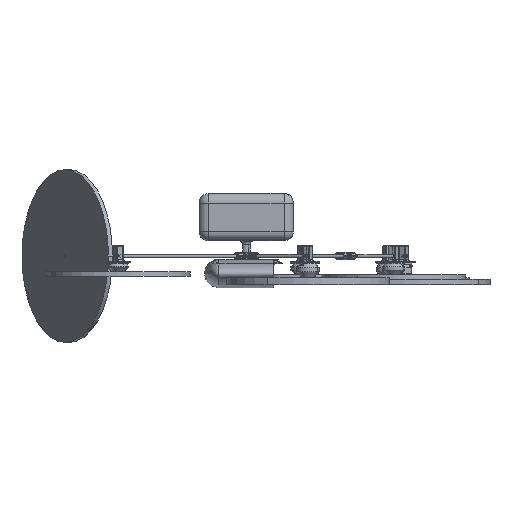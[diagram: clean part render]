
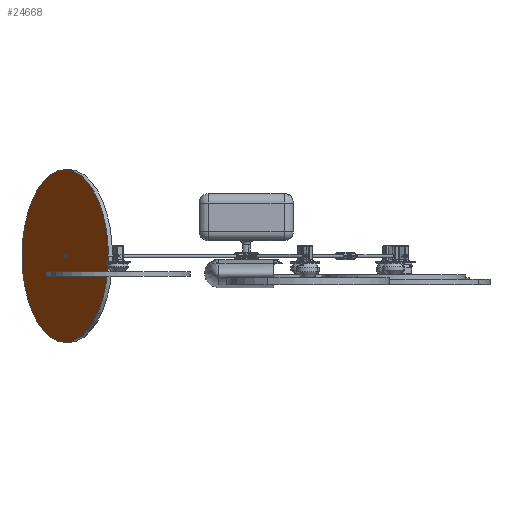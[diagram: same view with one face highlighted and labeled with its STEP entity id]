
A CAD part, front view. The second image highlights one B-rep face of the part: STEP entity #24668.
In plain terms, the highlighted face is planar.
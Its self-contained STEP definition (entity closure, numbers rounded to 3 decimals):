
#24579=CARTESIAN_POINT('',(0.,0.,0.));
#24580=DIRECTION('',(0.,0.,1.));
#24581=DIRECTION('',(1.,0.,0.));
#24582=AXIS2_PLACEMENT_3D('',#24579,#24580,#24581);
#24584=CARTESIAN_POINT('',(0.,0.,0.));
#24585=DIRECTION('',(0.,0.,1.));
#24586=DIRECTION('',(-1.,0.,0.));
#24587=AXIS2_PLACEMENT_3D('',#24584,#24585,#24586);
#24589=CARTESIAN_POINT('',(0.,0.,0.));
#24590=DIRECTION('',(0.,0.,-1.));
#24591=DIRECTION('',(1.,0.,0.));
#24592=AXIS2_PLACEMENT_3D('',#24589,#24590,#24591);
#24594=CARTESIAN_POINT('',(0.,0.,0.));
#24595=DIRECTION('',(0.,0.,-1.));
#24596=DIRECTION('',(-1.,0.,0.));
#24597=AXIS2_PLACEMENT_3D('',#24594,#24595,#24596);
#24635=CARTESIAN_POINT('',(228.6,0.,0.));
#24636=CARTESIAN_POINT('',(-228.6,0.,0.));
#24637=VERTEX_POINT('',#24635);
#24638=VERTEX_POINT('',#24636);
#24643=CARTESIAN_POINT('',(3.175,0.,0.));
#24644=CARTESIAN_POINT('',(-3.175,0.,0.));
#24645=VERTEX_POINT('',#24643);
#24646=VERTEX_POINT('',#24644);
#24651=CARTESIAN_POINT('',(0.,0.,0.));
#24652=DIRECTION('',(0.,0.,1.));
#24653=DIRECTION('',(1.,0.,0.));
#24654=AXIS2_PLACEMENT_3D('',#24651,#24652,#24653);
#24655=PLANE('',#24654);
#24657=ORIENTED_EDGE('',*,*,#24656,.T.);
#24659=ORIENTED_EDGE('',*,*,#24658,.T.);
#24660=EDGE_LOOP('',(#24657,#24659));
#24661=FACE_OUTER_BOUND('',#24660,.F.);
#24663=ORIENTED_EDGE('',*,*,#24662,.T.);
#24665=ORIENTED_EDGE('',*,*,#24664,.T.);
#24666=EDGE_LOOP('',(#24663,#24665));
#24667=FACE_BOUND('',#24666,.F.);
#24668=ADVANCED_FACE('',(#24661,#24667),#24655,.F.);
#24583=CIRCLE('',#24582,228.6);
#24588=CIRCLE('',#24587,228.6);
#24593=CIRCLE('',#24592,3.175);
#24598=CIRCLE('',#24597,3.175);
#24656=EDGE_CURVE('',#24637,#24638,#24583,.T.);
#24658=EDGE_CURVE('',#24638,#24637,#24588,.T.);
#24662=EDGE_CURVE('',#24645,#24646,#24593,.T.);
#24664=EDGE_CURVE('',#24646,#24645,#24598,.T.);
